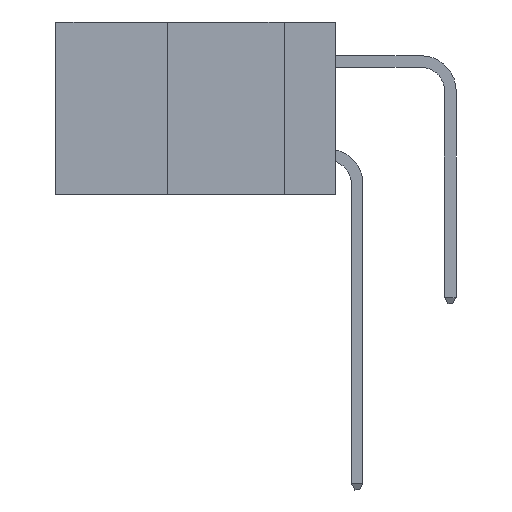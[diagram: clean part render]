
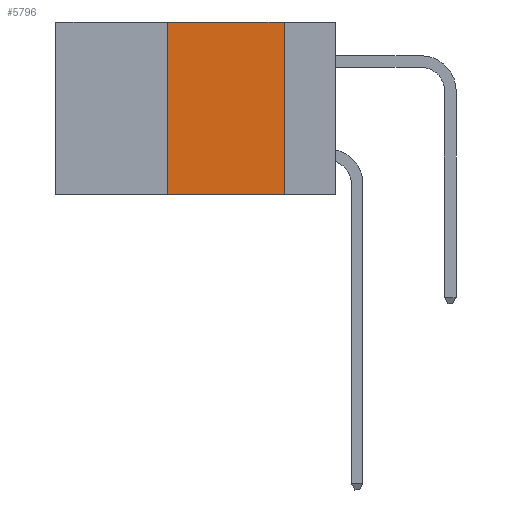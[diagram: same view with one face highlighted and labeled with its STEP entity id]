
A CAD part, left-side view. The second image highlights one B-rep face of the part: STEP entity #5796.
In plain terms, the highlighted planar face has unit normal (-1, 0, 0).
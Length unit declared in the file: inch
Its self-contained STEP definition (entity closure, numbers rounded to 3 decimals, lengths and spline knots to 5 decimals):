
#508 = CARTESIAN_POINT ( 'NONE',  ( 0., 0.6, 0. ) ) ;
#2414 = DIRECTION ( 'NONE',  ( 0., -1., 0. ) ) ;
#3059 = CARTESIAN_POINT ( 'NONE',  ( 0., 0.36, -0.37 ) ) ;
#3296 = ORIENTED_EDGE ( 'NONE', *, *, #9132, .F. ) ;
#3334 = EDGE_CURVE ( 'NONE', #14187, #20262, #21255, .T. ) ;
#3894 = ORIENTED_EDGE ( 'NONE', *, *, #4284, .T. ) ;
#4284 = EDGE_CURVE ( 'NONE', #18013, #20262, #19482, .T. ) ;
#4596 = CARTESIAN_POINT ( 'NONE',  ( 0., 0.6, -0.37 ) ) ;
#5658 = DIRECTION ( 'NONE',  ( 0., 0., -1. ) ) ;
#5796 = ADVANCED_FACE ( 'NONE', ( #14876 ), #22377, .F. ) ;
#6099 = VERTEX_POINT ( 'NONE', #21400 ) ;
#8387 = ORIENTED_EDGE ( 'NONE', *, *, #21296, .F. ) ;
#8555 = AXIS2_PLACEMENT_3D ( 'NONE', #9453, #24249, #13203 ) ;
#9132 = EDGE_CURVE ( 'NONE', #6099, #14187, #19048, .T. ) ;
#9453 = CARTESIAN_POINT ( 'NONE',  ( 0., 0.6, 0. ) ) ;
#9647 = VECTOR ( 'NONE', #20235, 39.37008 ) ;
#10210 = VECTOR ( 'NONE', #23241, 39.37008 ) ;
#12044 = VECTOR ( 'NONE', #5658, 39.37008 ) ;
#13203 = DIRECTION ( 'NONE',  ( 0., 0., -1. ) ) ;
#14170 = VECTOR ( 'NONE', #2414, 39.37008 ) ;
#14187 = VERTEX_POINT ( 'NONE', #16256 ) ;
#14876 = FACE_OUTER_BOUND ( 'NONE', #20947, .T. ) ;
#15765 = LINE ( 'NONE', #18411, #9647 ) ;
#16256 = CARTESIAN_POINT ( 'NONE',  ( 0., 0.11, 0. ) ) ;
#17064 = ORIENTED_EDGE ( 'NONE', *, *, #3334, .F. ) ;
#18013 = VERTEX_POINT ( 'NONE', #3059 ) ;
#18411 = CARTESIAN_POINT ( 'NONE',  ( 0., 0.36, 0. ) ) ;
#18460 = CARTESIAN_POINT ( 'NONE',  ( 0., 0.11, -0.37 ) ) ;
#18679 = CARTESIAN_POINT ( 'NONE',  ( 0., 0.11, 0. ) ) ;
#19048 = LINE ( 'NONE', #508, #14170 ) ;
#19482 = LINE ( 'NONE', #4596, #10210 ) ;
#20235 = DIRECTION ( 'NONE',  ( 0., 0., 1. ) ) ;
#20262 = VERTEX_POINT ( 'NONE', #18460 ) ;
#20947 = EDGE_LOOP ( 'NONE', ( #17064, #3296, #8387, #3894 ) ) ;
#21255 = LINE ( 'NONE', #18679, #12044 ) ;
#21296 = EDGE_CURVE ( 'NONE', #18013, #6099, #15765, .T. ) ;
#21400 = CARTESIAN_POINT ( 'NONE',  ( 0., 0.36, 0. ) ) ;
#22377 = PLANE ( 'NONE',  #8555 ) ;
#23241 = DIRECTION ( 'NONE',  ( 0., -1., 0. ) ) ;
#24249 = DIRECTION ( 'NONE',  ( 1., 0., 0. ) ) ;
